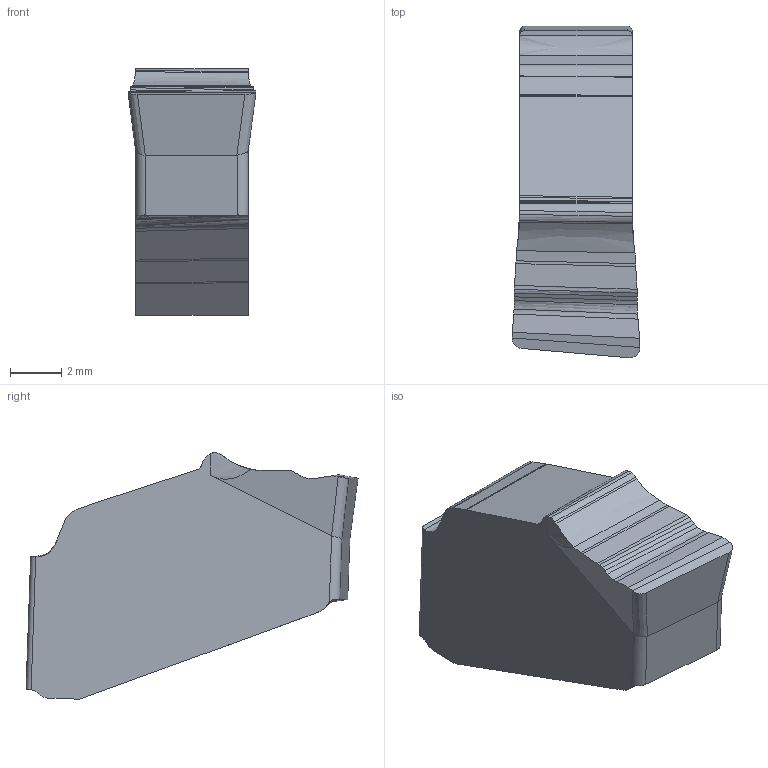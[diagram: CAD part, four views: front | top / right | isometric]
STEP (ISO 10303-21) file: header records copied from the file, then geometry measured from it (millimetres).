
FILE_DESCRIPTION((''),'2;1');
FILE_NAME('GW1M0500H040L05-GM','2021-03-01T11:10:23',('tlyad09'),('PTC Japan'),'CREO PARAMETRIC BY PTC INC, 2018500','CREO PARAMETRIC BY PTC INC, 2018500','');
FILE_SCHEMA(('AUTOMOTIVE_DESIGN { 1 0 10303 214 1 1 1 1 }'));
Length unit declared in the file: millimetre
Products named in the file (1): GW1M0500H040L05-GM
Bounding box: 5 x 12.98 x 9.63 mm (x, y, z)
Volume: 365.5 mm3; surface area: 331.5 mm2
Topology: 1 solids, 1 shells, 77 faces, 279 edges, 202 vertices
Faces by surface type: bspline 37, plane 24, cylinder 14, extrusion 2
Entity records: 5710 total; most frequent: CARTESIAN_POINT 1970, ORIENTED_EDGE 414, PRESENTATION_STYLE_ASSIGNMENT 359, STYLED_ITEM 282, CURVE_STYLE 281, DIRECTION 247, EDGE_CURVE 207, FILL_AREA_STYLE_COLOUR 155
